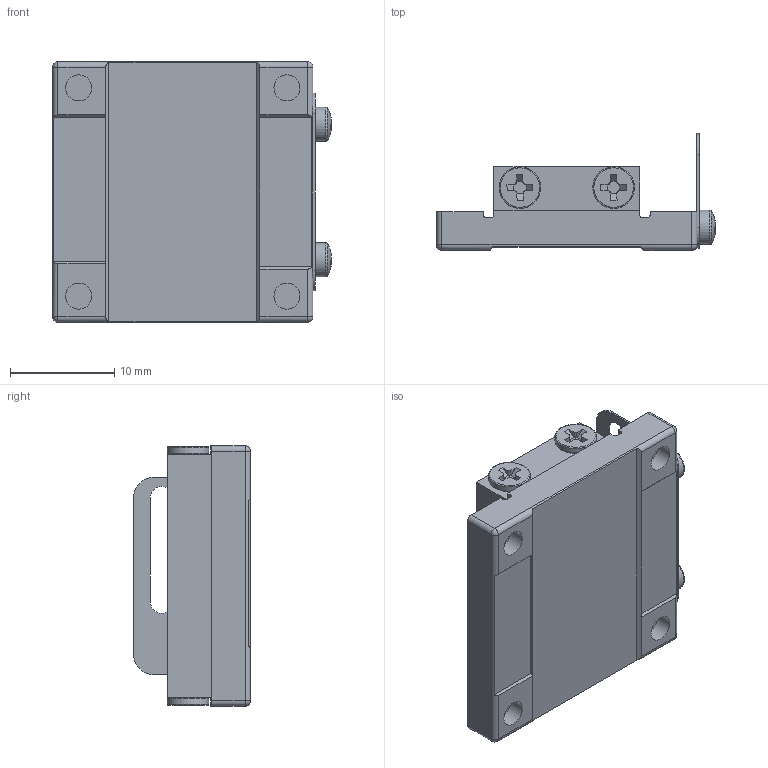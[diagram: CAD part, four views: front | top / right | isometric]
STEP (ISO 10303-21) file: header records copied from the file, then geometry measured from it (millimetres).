
FILE_DESCRIPTION(/* description */ (''),/* implementation_level */ '2;1');
FILE_NAME(/* name */ 'Group2^MX25-SC(«¬¿ý).ipt.step',/* time_stamp */ '2022-11-29T08:35:37+01:00',/* author */ ('Prakash Lab'),/* organization */ (''),/* preprocessor_version */ 'ST-DEVELOPER v18.1',/* originating_system */ 'Autodesk Inventor 2022',/* authorisation */ '');
FILE_SCHEMA (('AUTOMOTIVE_DESIGN { 1 0 10303 214 3 1 1 }'));
Length unit declared in the file: millimetre
Products named in the file (1): Group2^MX25-SC(«¬¿ý)
Bounding box: 26.77 x 11.2 x 25 mm (x, y, z)
Volume: 3608.4 mm3; surface area: 2370.4 mm2
Topology: 1 solids, 1 shells, 236 faces, 606 edges, 382 vertices
Faces by surface type: plane 142, cone 50, cylinder 28, torus 10, sphere 6
Full cylindrical faces by diameter (mm): 2.5 x4, 3.3 x2, 4 x4
Entity records: 7181 total; most frequent: CARTESIAN_POINT 1347, DIRECTION 1254, ORIENTED_EDGE 1200, EDGE_CURVE 600, AXIS2_PLACEMENT_3D 465, VERTEX_POINT 382, LINE 324, VECTOR 324
